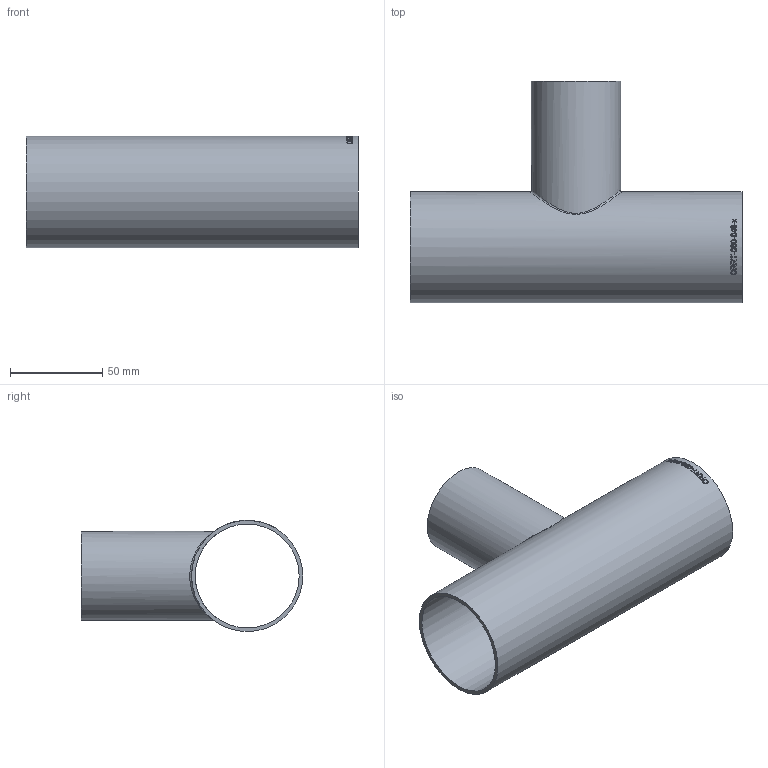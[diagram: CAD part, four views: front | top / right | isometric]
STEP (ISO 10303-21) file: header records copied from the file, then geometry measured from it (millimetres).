
FILE_DESCRIPTION (( 'STEP AP214' ), '1' );
FILE_NAME ('ORRT-060-048-x T-Stück reduziert 2004.STEP', '2020-04-08T06:19:04', ( '' ), ( '' ), 'SwSTEP 2.0', 'SolidWorks 2019', '' );
FILE_SCHEMA (( 'AUTOMOTIVE_DESIGN' ));
Length unit declared in the file: millimetre
Products named in the file (1): ORRT-060-048-x T-Stück reduziert 2004
Bounding box: 180 x 120.15 x 60.3 mm (x, y, z)
Volume: 81456.2 mm3; surface area: 82426.7 mm2
Topology: 1 solids, 1 shells, 190 faces, 490 edges, 326 vertices
Faces by surface type: bspline 105, plane 57, cylinder 28
Full cylindrical faces by diameter (mm): 44.3 x1, 48.3 x1, 56.3 x1, 60.3 x1
Entity records: 22951 total; most frequent: CARTESIAN_POINT 17316, ORIENTED_EDGE 962, EDGE_CURVE 481, DIRECTION 398, B_SPLINE_CURVE_WITH_KNOTS 325, VERTEX_POINT 324, EDGE_LOOP 225, FACE_OUTER_BOUND 196
